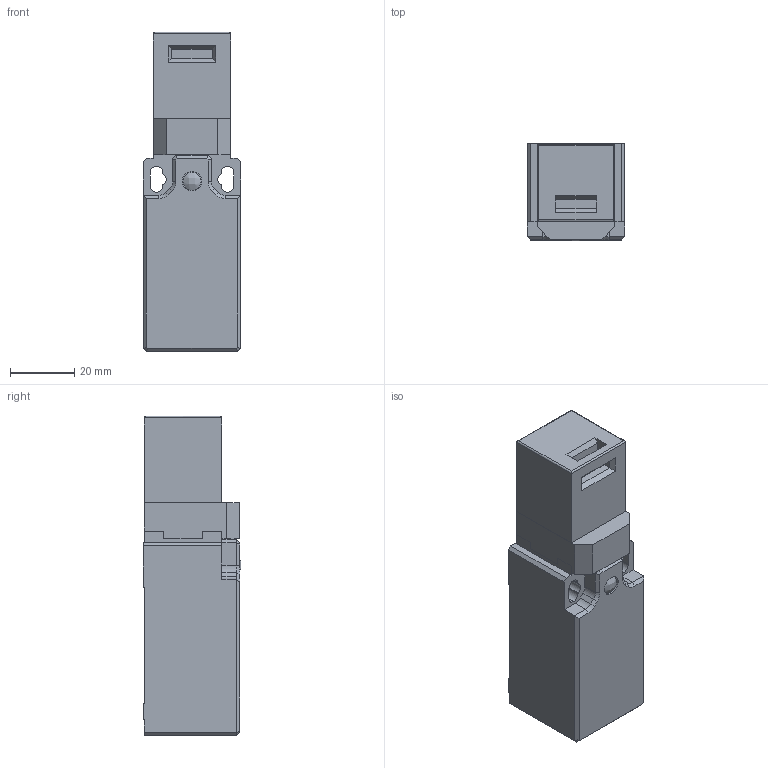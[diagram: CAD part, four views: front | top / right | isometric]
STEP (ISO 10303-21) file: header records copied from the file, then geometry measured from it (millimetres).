
FILE_DESCRIPTION (( 'STEP AP214' ), '1' );
FILE_NAME ('SP2K120W02.step', '2017-12-19T21:47:52', ( '' ), ( '' ), 'SwSTEP 2.0', 'SolidWorks 2017', '' );
FILE_SCHEMA (( 'AUTOMOTIVE_DESIGN' ));
Length unit declared in the file: inch
Products named in the file (1): SP2K120W02
Bounding box: 30.3 x 30.36 x 99.1 mm (x, y, z)
Volume: 71992.4 mm3; surface area: 18556.9 mm2
Topology: 3 solids, 3 shells, 160 faces, 414 edges, 264 vertices
Faces by surface type: plane 111, cylinder 36, cone 10, bspline 3
Entity records: 4915 total; most frequent: CARTESIAN_POINT 902, ORIENTED_EDGE 828, DIRECTION 798, EDGE_CURVE 414, VECTOR 334, LINE 334, VERTEX_POINT 264, AXIS2_PLACEMENT_3D 232
